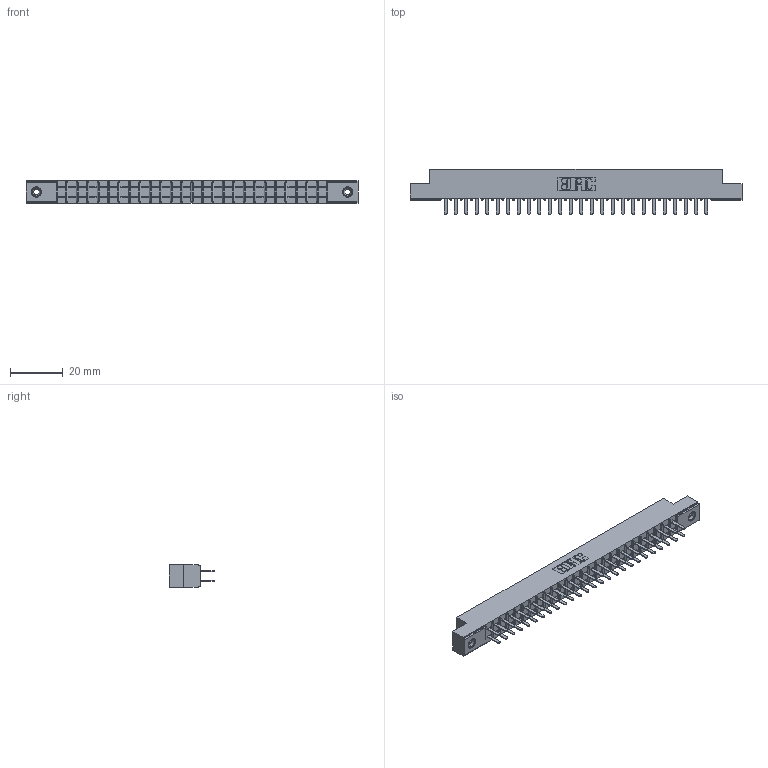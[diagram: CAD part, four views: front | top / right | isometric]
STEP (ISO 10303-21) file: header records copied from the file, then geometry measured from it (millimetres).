
FILE_DESCRIPTION (( 'STEP AP203' ), '1' );
FILE_NAME ('355-052-520-508.STEP', '2019-09-11T16:22:46', ( '' ), ( '' ), 'SwSTEP 2.0', 'SolidWorks 2016', '' );
FILE_SCHEMA (( 'CONFIG_CONTROL_DESIGN' ));
Length unit declared in the file: inch
Products named in the file (4): 345-250-001_345-250-003-102; 355-052-520-508; 305 Part_.156 Dia; 305-290-001_520
Assembly tree (55 placements, depth 2):
  355-052-520-508
    305 Part_.156 Dia
    305-290-001_520  x52
    345-250-001_345-250-003-102  x2
Bounding box: 126.03 x 17.09 x 8.71 mm (x, y, z)
Volume: 7525.9 mm3; surface area: 15314.3 mm2
Topology: 55 solids, 55 shells, 2568 faces, 7290 edges, 4712 vertices
Faces by surface type: plane 1504, cylinder 944, sphere 104, cone 12, torus 4
Entity records: 31164 total; most frequent: CARTESIAN_POINT 5139, ORIENTED_EDGE 5092, DIRECTION 4994, EDGE_CURVE 2546, VECTOR 2040, LINE 2040, VERTEX_POINT 1622, AXIS2_PLACEMENT_3D 1477
